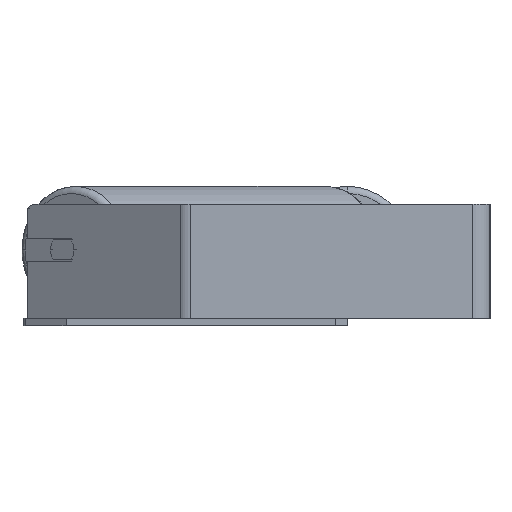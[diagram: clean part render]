
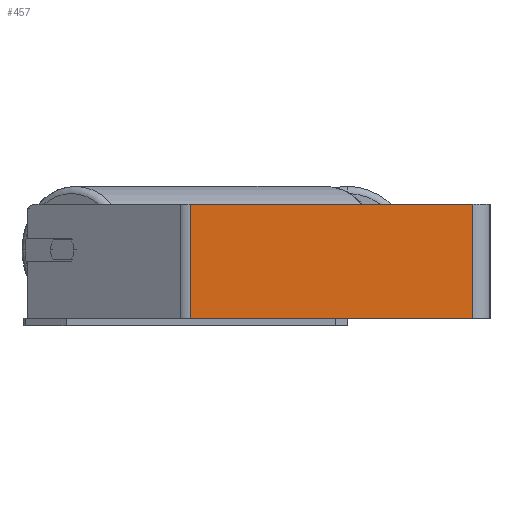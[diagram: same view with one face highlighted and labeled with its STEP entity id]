
A CAD part, left-side view. The second image highlights one B-rep face of the part: STEP entity #457.
In plain terms, the highlighted planar face has unit normal (-1, 0, 0).
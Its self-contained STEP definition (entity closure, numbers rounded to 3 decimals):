
#115 = VECTOR ( 'NONE', #6727, 1000. ) ;
#302 = DIRECTION ( 'NONE',  ( 0., 0., -1. ) ) ;
#391 = FACE_OUTER_BOUND ( 'NONE', #7803, .T. ) ;
#409 = CARTESIAN_POINT ( 'NONE',  ( -525., 12., -40. ) ) ;
#457 = ADVANCED_FACE ( 'NONE', ( #391 ), #5345, .F. ) ;
#1624 = AXIS2_PLACEMENT_3D ( 'NONE', #3797, #3931, #302 ) ;
#1746 = CARTESIAN_POINT ( 'NONE',  ( -525., 209.653, -40. ) ) ;
#1974 = CARTESIAN_POINT ( 'NONE',  ( -525., 213.436, 40. ) ) ;
#2440 = LINE ( 'NONE', #2525, #6766 ) ;
#2525 = CARTESIAN_POINT ( 'NONE',  ( -525., 209.653, 40. ) ) ;
#2657 = VERTEX_POINT ( 'NONE', #3938 ) ;
#2766 = EDGE_CURVE ( 'NONE', #2657, #7012, #8252, .T. ) ;
#3189 = VERTEX_POINT ( 'NONE', #1746 ) ;
#3210 = EDGE_CURVE ( 'NONE', #4214, #3189, #2440, .T. ) ;
#3378 = ORIENTED_EDGE ( 'NONE', *, *, #2766, .F. ) ;
#3797 = CARTESIAN_POINT ( 'NONE',  ( -525., 213.436, 40. ) ) ;
#3931 = DIRECTION ( 'NONE',  ( 1., 0., 0. ) ) ;
#3938 = CARTESIAN_POINT ( 'NONE',  ( -525., 12., 40. ) ) ;
#4033 = ORIENTED_EDGE ( 'NONE', *, *, #3210, .T. ) ;
#4214 = VERTEX_POINT ( 'NONE', #4495 ) ;
#4495 = CARTESIAN_POINT ( 'NONE',  ( -525., 209.653, 40. ) ) ;
#4633 = VECTOR ( 'NONE', #4755, 1000. ) ;
#4755 = DIRECTION ( 'NONE',  ( 0., -1., 0. ) ) ;
#5041 = LINE ( 'NONE', #1974, #4633 ) ;
#5345 = PLANE ( 'NONE',  #1624 ) ;
#5527 = CARTESIAN_POINT ( 'NONE',  ( -525., 12., 40. ) ) ;
#5604 = ORIENTED_EDGE ( 'NONE', *, *, #8153, .T. ) ;
#5878 = VECTOR ( 'NONE', #8341, 1000. ) ;
#6042 = CARTESIAN_POINT ( 'NONE',  ( -525., 213.436, -40. ) ) ;
#6727 = DIRECTION ( 'NONE',  ( 0., -1., 0. ) ) ;
#6766 = VECTOR ( 'NONE', #8892, 1000. ) ;
#6820 = EDGE_CURVE ( 'NONE', #4214, #2657, #5041, .T. ) ;
#7012 = VERTEX_POINT ( 'NONE', #409 ) ;
#7803 = EDGE_LOOP ( 'NONE', ( #5604, #3378, #8239, #4033 ) ) ;
#8002 = LINE ( 'NONE', #6042, #115 ) ;
#8153 = EDGE_CURVE ( 'NONE', #3189, #7012, #8002, .T. ) ;
#8239 = ORIENTED_EDGE ( 'NONE', *, *, #6820, .F. ) ;
#8252 = LINE ( 'NONE', #5527, #5878 ) ;
#8341 = DIRECTION ( 'NONE',  ( 0., 0., -1. ) ) ;
#8892 = DIRECTION ( 'NONE',  ( 0., 0., -1. ) ) ;
